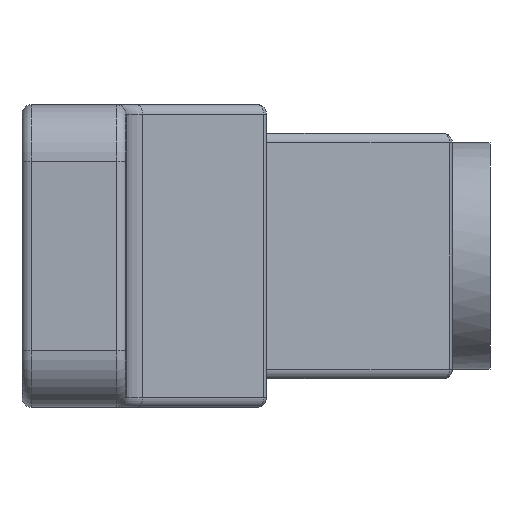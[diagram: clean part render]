
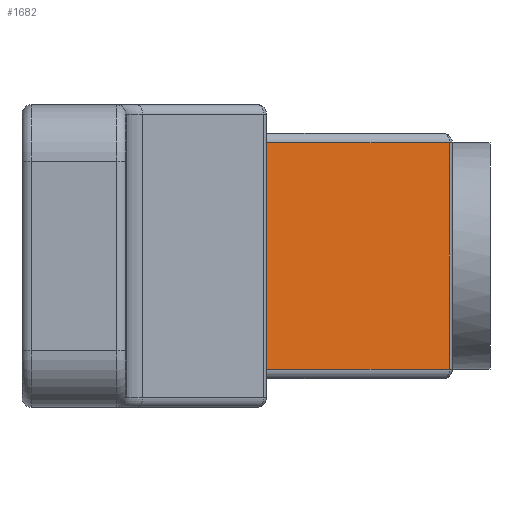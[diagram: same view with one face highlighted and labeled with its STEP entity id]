
A CAD part, left-side view. The second image highlights one B-rep face of the part: STEP entity #1682.
In plain terms, the highlighted planar face has unit normal (-0.707, -0.707, 0).
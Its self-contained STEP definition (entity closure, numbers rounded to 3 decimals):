
#161=FACE_OUTER_BOUND('',#282,.T.);
#282=EDGE_LOOP('',(#1228,#1229,#1230,#1231));
#536=LINE('',#2796,#641);
#537=LINE('',#2802,#642);
#538=LINE('',#2803,#643);
#539=LINE('',#2804,#644);
#641=VECTOR('',#2198,14.135);
#642=VECTOR('',#2205,14.135);
#643=VECTOR('',#2206,12.);
#644=VECTOR('',#2207,12.);
#759=VERTEX_POINT('',#2794);
#760=VERTEX_POINT('',#2795);
#761=VERTEX_POINT('',#2800);
#762=VERTEX_POINT('',#2801);
#927=EDGE_CURVE('',#759,#760,#536,.T.);
#930=EDGE_CURVE('',#761,#762,#537,.T.);
#931=EDGE_CURVE('',#760,#761,#538,.T.);
#932=EDGE_CURVE('',#762,#759,#539,.T.);
#1228=ORIENTED_EDGE('',*,*,#930,.F.);
#1229=ORIENTED_EDGE('',*,*,#931,.F.);
#1230=ORIENTED_EDGE('',*,*,#927,.F.);
#1231=ORIENTED_EDGE('',*,*,#932,.F.);
#1631=PLANE('',#1855);
#1682=ADVANCED_FACE('',(#161),#1631,.T.);
#1855=AXIS2_PLACEMENT_3D('',#2799,#2203,#2204);
#2198=DIRECTION('',(0.707,-0.707,0.));
#2203=DIRECTION('center_axis',(-0.707,-0.707,0.));
#2204=DIRECTION('ref_axis',(0.707,-0.707,0.));
#2205=DIRECTION('',(-0.707,0.707,0.));
#2206=DIRECTION('',(0.,0.,-1.));
#2207=DIRECTION('',(0.,0.,1.));
#2794=CARTESIAN_POINT('',(-25.384,8.641,6.));
#2795=CARTESIAN_POINT('',(-15.389,-1.354,6.));
#2796=CARTESIAN_POINT('',(-25.384,8.641,6.));
#2799=CARTESIAN_POINT('Origin',(-33.743,17.,-6.5));
#2800=CARTESIAN_POINT('',(-15.389,-1.354,-6.));
#2801=CARTESIAN_POINT('',(-25.384,8.641,-6.));
#2802=CARTESIAN_POINT('',(-15.389,-1.354,-6.));
#2803=CARTESIAN_POINT('',(-15.389,-1.354,6.));
#2804=CARTESIAN_POINT('',(-25.384,8.641,-6.));
